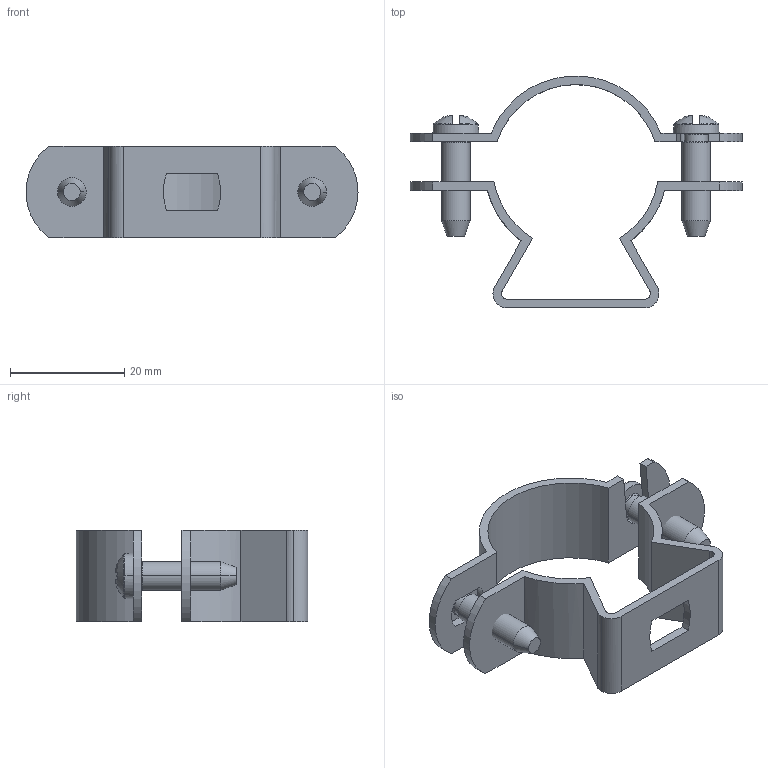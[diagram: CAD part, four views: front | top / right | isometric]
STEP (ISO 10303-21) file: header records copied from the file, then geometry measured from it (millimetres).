
FILE_DESCRIPTION(/* description */ (''),/* implementation_level */ '2;1');
FILE_NAME(/* name */ '1361106',/* time_stamp */ '2014-04-09T09:56:17+02:00',/* author */ (''),/* organization */ (''),/* preprocessor_version */ 'ST-DEVELOPER v15',/* originating_system */ '',/* authorisation */ '');
FILE_SCHEMA (('AUTOMOTIVE_DESIGN'));
Length unit declared in the file: millimetre
Products named in the file (2): Document; Block 01
Assembly tree (1 placements, depth 2):
  Document
    Block 01
Bounding box: 58 x 40.49 x 16 mm (x, y, z)
Volume: 4517.9 mm3; surface area: 6499.5 mm2
Topology: 4 solids, 4 shells, 161 faces, 409 edges, 256 vertices
Faces by surface type: plane 91, bspline 70
Entity records: 6193 total; most frequent: CARTESIAN_POINT 3669, ORIENTED_EDGE 810, EDGE_CURVE 405, VERTEX_POINT 256, B_SPLINE_CURVE_WITH_KNOTS 215, EDGE_LOOP 173, ADVANCED_FACE 161, FACE_OUTER_BOUND 161
